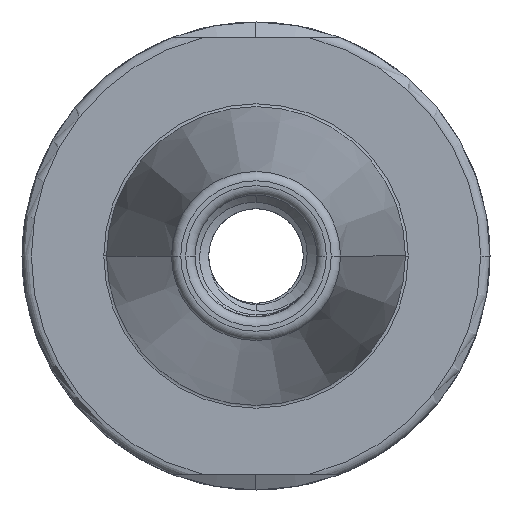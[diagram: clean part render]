
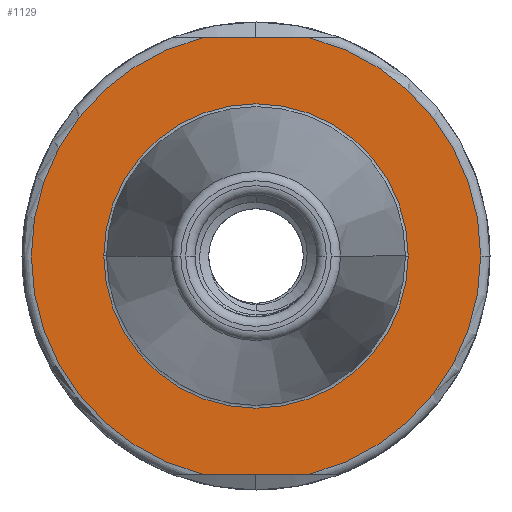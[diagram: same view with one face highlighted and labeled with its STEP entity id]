
A CAD part, left-side view. The second image highlights one B-rep face of the part: STEP entity #1129.
In plain terms, the highlighted planar face has unit normal (-1, 0, 0).
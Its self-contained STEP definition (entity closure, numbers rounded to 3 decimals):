
#1129 = ADVANCED_FACE ( 'NONE', ( #12969, #12970 ), #12476, .T. ) ;
#1371 = CARTESIAN_POINT ( 'NONE',  ( 0., 16.262, 0. ) ) ;
#1454 = CARTESIAN_POINT ( 'NONE',  ( 0., -16.262, 0. ) ) ;
#1486 = CARTESIAN_POINT ( 'NONE',  ( 0., -24., 0. ) ) ;
#1572 = CARTESIAN_POINT ( 'NONE',  ( 0., -5.754, -23.3 ) ) ;
#1582 = CARTESIAN_POINT ( 'NONE',  ( 0., -5.754, 23.3 ) ) ;
#1696 = CARTESIAN_POINT ( 'NONE',  ( 0., 5.754, -23.3 ) ) ;
#1764 = CARTESIAN_POINT ( 'NONE',  ( 0., 5.754, 23.3 ) ) ;
#7359 = EDGE_CURVE ( 'NONE', #14379, #14341, #13526, .T. ) ;
#7588 = AXIS2_PLACEMENT_3D ( 'NONE', #12466, #12479, #12497 ) ;
#7880 = EDGE_CURVE ( 'NONE', #14483, #14468, #16140, .T. ) ;
#7885 = EDGE_CURVE ( 'NONE', #14341, #14379, #16141, .T. ) ;
#7906 = EDGE_CURVE ( 'NONE', #14496, #14436, #16198, .T. ) ;
#7921 = EDGE_CURVE ( 'NONE', #14401, #14468, #16165, .T. ) ;
#7949 = EDGE_CURVE ( 'NONE', #14483, #14496, #16197, .T. ) ;
#8454 = EDGE_CURVE ( 'NONE', #14436, #14401, #16388, .T. ) ;
#10031 = ORIENTED_EDGE ( 'NONE', *, *, #7906, .T. ) ;
#10033 = ORIENTED_EDGE ( 'NONE', *, *, #7880, .F. ) ;
#10037 = ORIENTED_EDGE ( 'NONE', *, *, #7359, .T. ) ;
#10072 = ORIENTED_EDGE ( 'NONE', *, *, #7885, .T. ) ;
#10081 = ORIENTED_EDGE ( 'NONE', *, *, #7921, .T. ) ;
#10082 = ORIENTED_EDGE ( 'NONE', *, *, #7949, .T. ) ;
#10083 = ORIENTED_EDGE ( 'NONE', *, *, #8454, .T. ) ;
#10897 = EDGE_LOOP ( 'NONE', ( #10082, #10031, #10083, #10081, #10033 ) ) ;
#10916 = EDGE_LOOP ( 'NONE', ( #10037, #10072 ) ) ;
#11172 = CARTESIAN_POINT ( 'NONE',  ( 0., 0., 0. ) ) ;
#11187 = DIRECTION ( 'NONE',  ( -1., 0., 0. ) ) ;
#11209 = DIRECTION ( 'NONE',  ( 0., -1., 0. ) ) ;
#12466 = CARTESIAN_POINT ( 'NONE',  ( 0., 16.342, 0. ) ) ;
#12476 = PLANE ( 'NONE',  #7588 ) ;
#12479 = DIRECTION ( 'NONE',  ( -1., 0., 0. ) ) ;
#12497 = DIRECTION ( 'NONE',  ( 0., -1., 0. ) ) ;
#12969 = FACE_BOUND ( 'NONE', #10916, .T. ) ;
#12970 = FACE_OUTER_BOUND ( 'NONE', #10897, .T. ) ;
#13526 = CIRCLE ( 'NONE', #20772, 16.262 ) ;
#14341 = VERTEX_POINT ( 'NONE', #1371 ) ;
#14379 = VERTEX_POINT ( 'NONE', #1454 ) ;
#14401 = VERTEX_POINT ( 'NONE', #1486 ) ;
#14436 = VERTEX_POINT ( 'NONE', #1572 ) ;
#14468 = VERTEX_POINT ( 'NONE', #1582 ) ;
#14483 = VERTEX_POINT ( 'NONE', #1764 ) ;
#14496 = VERTEX_POINT ( 'NONE', #1696 ) ;
#16134 = VECTOR ( 'NONE', #21166, 1000. ) ;
#16140 = LINE ( 'NONE', #21149, #16134 ) ;
#16141 = CIRCLE ( 'NONE', #20586, 16.262 ) ;
#16165 = CIRCLE ( 'NONE', #20600, 24. ) ;
#16170 = VECTOR ( 'NONE', #21357, 1000. ) ;
#16197 = CIRCLE ( 'NONE', #20605, 24. ) ;
#16198 = LINE ( 'NONE', #21350, #16170 ) ;
#16388 = CIRCLE ( 'NONE', #20643, 24. ) ;
#16800 = CARTESIAN_POINT ( 'NONE',  ( 0., 0., 0. ) ) ;
#16806 = DIRECTION ( 'NONE',  ( 0., -1., 0. ) ) ;
#16829 = DIRECTION ( 'NONE',  ( 1., 0., 0. ) ) ;
#20586 = AXIS2_PLACEMENT_3D ( 'NONE', #21159, #21156, #21194 ) ;
#20600 = AXIS2_PLACEMENT_3D ( 'NONE', #21485, #21508, #21493 ) ;
#20605 = AXIS2_PLACEMENT_3D ( 'NONE', #21689, #21675, #21708 ) ;
#20643 = AXIS2_PLACEMENT_3D ( 'NONE', #11172, #11187, #11209 ) ;
#20772 = AXIS2_PLACEMENT_3D ( 'NONE', #16800, #16829, #16806 ) ;
#21149 = CARTESIAN_POINT ( 'NONE',  ( 0., 10., 23.3 ) ) ;
#21156 = DIRECTION ( 'NONE',  ( 1., 0., 0. ) ) ;
#21159 = CARTESIAN_POINT ( 'NONE',  ( 0., 0., 0. ) ) ;
#21166 = DIRECTION ( 'NONE',  ( 0., -1., 0. ) ) ;
#21194 = DIRECTION ( 'NONE',  ( 0., -1., 0. ) ) ;
#21350 = CARTESIAN_POINT ( 'NONE',  ( 0., 10., -23.3 ) ) ;
#21357 = DIRECTION ( 'NONE',  ( 0., -1., 0. ) ) ;
#21485 = CARTESIAN_POINT ( 'NONE',  ( 0., 0., 0. ) ) ;
#21493 = DIRECTION ( 'NONE',  ( 0., -1., 0. ) ) ;
#21508 = DIRECTION ( 'NONE',  ( -1., 0., 0. ) ) ;
#21675 = DIRECTION ( 'NONE',  ( -1., 0., 0. ) ) ;
#21689 = CARTESIAN_POINT ( 'NONE',  ( 0., 0., 0. ) ) ;
#21708 = DIRECTION ( 'NONE',  ( 0., -1., 0. ) ) ;
